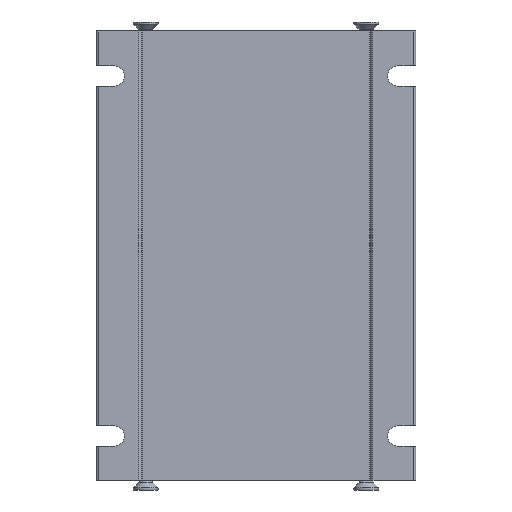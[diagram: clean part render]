
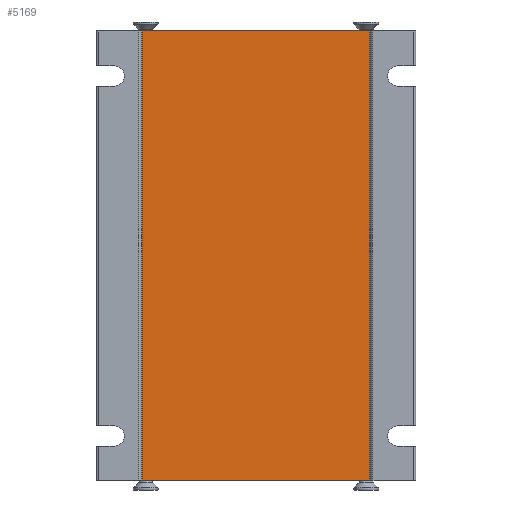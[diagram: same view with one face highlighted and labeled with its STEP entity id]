
A CAD part, front view. The second image highlights one B-rep face of the part: STEP entity #5169.
In plain terms, the highlighted planar face has unit normal (0, -1, 0).
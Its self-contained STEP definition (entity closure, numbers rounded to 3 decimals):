
#453=FACE_OUTER_BOUND('',#725,.T.);
#725=EDGE_LOOP('',(#4180,#4181,#4182,#4183));
#1188=LINE('',#7626,#1655);
#1286=LINE('',#8041,#1753);
#1385=LINE('',#8226,#1852);
#1387=LINE('',#8229,#1854);
#1655=VECTOR('',#6120,50.6);
#1753=VECTOR('',#6448,50.6);
#1852=VECTOR('',#6717,100.);
#1854=VECTOR('',#6721,100.);
#2125=VERTEX_POINT('',#7623);
#2126=VERTEX_POINT('',#7625);
#2327=VERTEX_POINT('',#8038);
#2328=VERTEX_POINT('',#8040);
#2682=EDGE_CURVE('',#2126,#2125,#1188,.T.);
#2890=EDGE_CURVE('',#2328,#2327,#1286,.T.);
#2990=EDGE_CURVE('',#2328,#2125,#1385,.T.);
#2992=EDGE_CURVE('',#2126,#2327,#1387,.T.);
#4180=ORIENTED_EDGE('',*,*,#2990,.F.);
#4181=ORIENTED_EDGE('',*,*,#2890,.T.);
#4182=ORIENTED_EDGE('',*,*,#2992,.F.);
#4183=ORIENTED_EDGE('',*,*,#2682,.T.);
#4983=PLANE('',#5668);
#5169=ADVANCED_FACE('',(#453),#4983,.T.);
#5668=AXIS2_PLACEMENT_3D('',#8244,#6749,#6750);
#6120=DIRECTION('',(1.,0.,0.));
#6448=DIRECTION('',(-1.,0.,0.));
#6717=DIRECTION('',(0.,0.,-1.));
#6721=DIRECTION('',(0.,0.,1.));
#6749=DIRECTION('center_axis',(0.,-1.,0.));
#6750=DIRECTION('ref_axis',(0.,0.,-1.));
#7623=CARTESIAN_POINT('',(25.3,-11.2,-50.));
#7625=CARTESIAN_POINT('',(-25.3,-11.2,-50.));
#7626=CARTESIAN_POINT('',(-25.3,-11.2,-50.));
#8038=CARTESIAN_POINT('',(-25.3,-11.2,50.));
#8040=CARTESIAN_POINT('',(25.3,-11.2,50.));
#8041=CARTESIAN_POINT('',(25.3,-11.2,50.));
#8226=CARTESIAN_POINT('',(25.3,-11.2,50.));
#8229=CARTESIAN_POINT('',(-25.3,-11.2,-50.));
#8244=CARTESIAN_POINT('Origin',(27.65,-11.2,0.));
